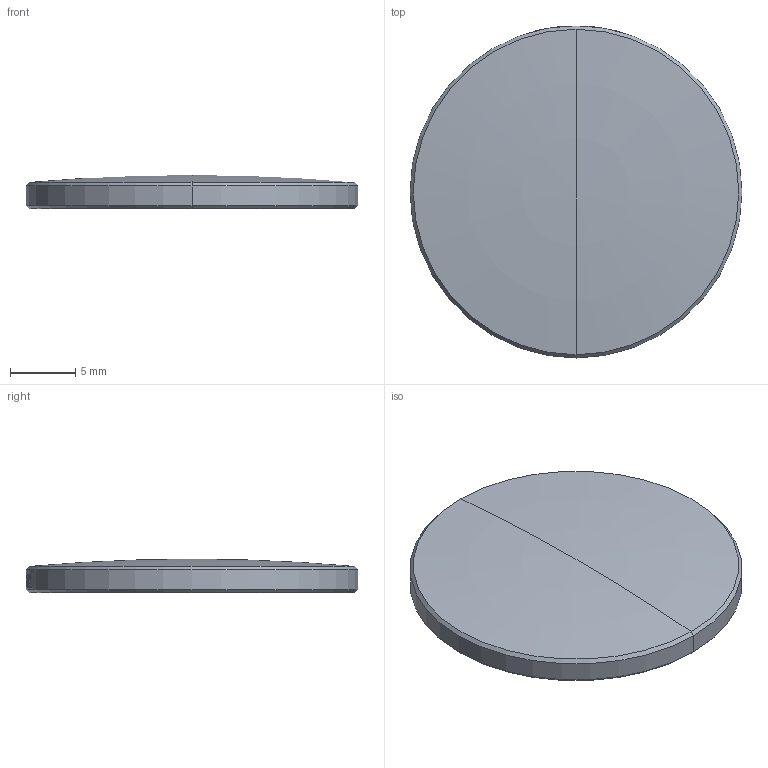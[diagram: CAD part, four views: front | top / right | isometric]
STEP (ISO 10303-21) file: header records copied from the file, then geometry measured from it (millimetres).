
FILE_DESCRIPTION (( 'STEP AP214' ), '1' );
FILE_NAME ('CTN015727-E0W.STEP', '2020-05-26T02:28:00', ( '' ), ( '' ), 'SwSTEP 2.0', 'SolidWorks 2018', '' );
FILE_SCHEMA (( 'AUTOMOTIVE_DESIGN' ));
Length unit declared in the file: millimetre
Products named in the file (1): CTN015727-E0W
Bounding box: 25.4 x 25.4 x 2.58 mm (x, y, z)
Volume: 1155.9 mm3; surface area: 1151.8 mm2
Topology: 1 solids, 1 shells, 25 faces, 143 edges, 130 vertices
Faces by surface type: cylinder 18, cone 4, torus 2, plane 1
Entity records: 2522 total; most frequent: CARTESIAN_POINT 1148, ORIENTED_EDGE 282, DIRECTION 153, EDGE_CURVE 141, VERTEX_POINT 130, B_SPLINE_CURVE_WITH_KNOTS 77, AXIS2_PLACEMENT_3D 63, EDGE_LOOP 37
